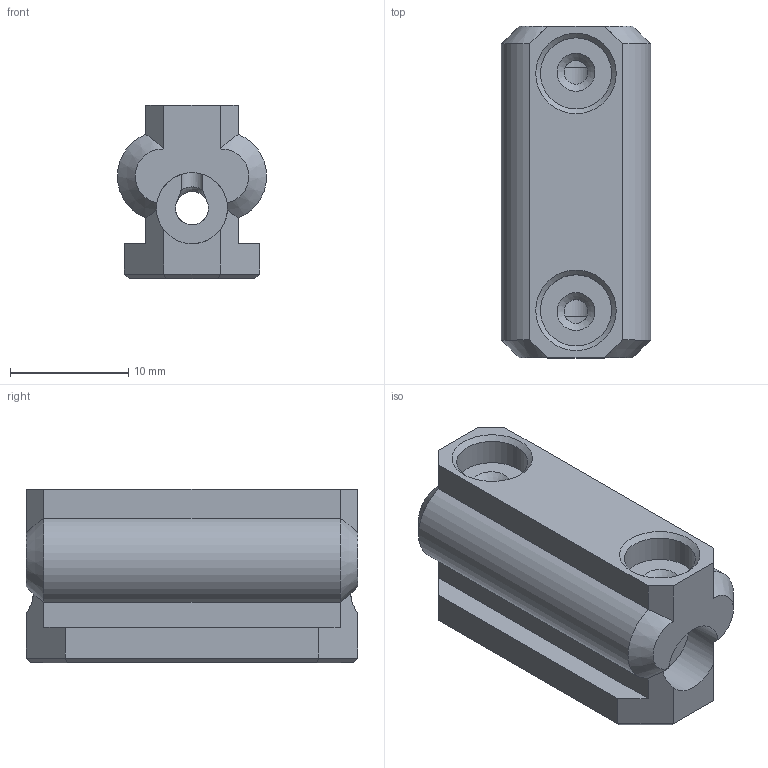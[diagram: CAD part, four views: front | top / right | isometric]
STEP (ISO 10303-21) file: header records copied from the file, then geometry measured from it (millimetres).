
FILE_DESCRIPTION(/* description */ (''),/* implementation_level */ '2;1');
FILE_NAME(/* name */ 'ProbeLoose v2.step',/* time_stamp */ '2023-03-23T15:47:44-08:00',/* author */ (''),/* organization */ (''),/* preprocessor_version */ 'ST-DEVELOPER v19.2',/* originating_system */ 'Autodesk Translation Framework v11.17.0.187',/* authorisation */ '');
FILE_SCHEMA (('AUTOMOTIVE_DESIGN { 1 0 10303 214 3 1 1 }'));
Length unit declared in the file: millimetre
Products named in the file (1): ProbeLoose
Bounding box: 12.6 x 28 x 14.67 mm (x, y, z)
Volume: 2745.1 mm3; surface area: 2474 mm2
Topology: 1 solids, 1 shells, 112 faces, 306 edges, 195 vertices
Faces by surface type: plane 75, cylinder 21, cone 14, bspline 2
Full cylindrical faces by diameter (mm): 2 x2, 2.8 x2, 6 x5
Entity records: 4228 total; most frequent: CARTESIAN_POINT 1360, ORIENTED_EDGE 612, DIRECTION 576, EDGE_CURVE 306, VERTEX_POINT 195, AXIS2_PLACEMENT_3D 195, LINE 186, VECTOR 186
